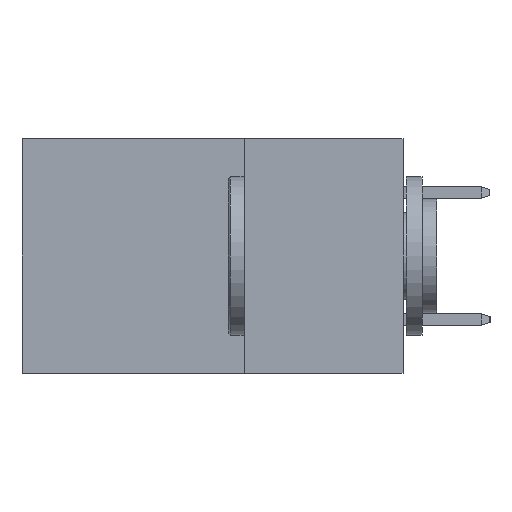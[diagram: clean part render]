
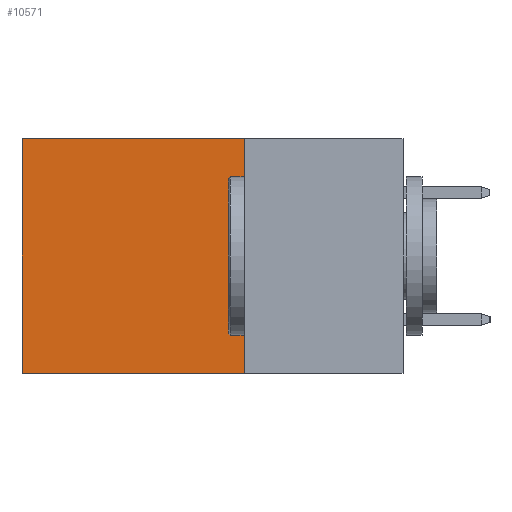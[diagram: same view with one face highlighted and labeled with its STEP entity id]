
A CAD part, left-side view. The second image highlights one B-rep face of the part: STEP entity #10571.
In plain terms, the highlighted planar face has unit normal (-1, 0, 0).
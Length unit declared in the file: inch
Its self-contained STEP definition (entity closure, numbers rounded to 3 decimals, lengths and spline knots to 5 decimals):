
#53 = VECTOR ( 'NONE', #9421, 39.37008 ) ;
#111 = CARTESIAN_POINT ( 'NONE',  ( 0.2875, 0.25, 0. ) ) ;
#708 = CARTESIAN_POINT ( 'NONE',  ( 0.2875, 0.6, 0. ) ) ;
#874 = CARTESIAN_POINT ( 'NONE',  ( 0.2875, 0.6, -0.37 ) ) ;
#938 = DIRECTION ( 'NONE',  ( 1., 0., 0. ) ) ;
#962 = ORIENTED_EDGE ( 'NONE', *, *, #2576, .T. ) ;
#1585 = DIRECTION ( 'NONE',  ( 0., 0., -1. ) ) ;
#1604 = LINE ( 'NONE', #5230, #1919 ) ;
#1732 = VECTOR ( 'NONE', #1585, 39.37008 ) ;
#1757 = CARTESIAN_POINT ( 'NONE',  ( 0.2875, 0.25, 0. ) ) ;
#1919 = VECTOR ( 'NONE', #7812, 39.37008 ) ;
#2156 = VERTEX_POINT ( 'NONE', #4593 ) ;
#2576 = EDGE_CURVE ( 'NONE', #9364, #8566, #5148, .T. ) ;
#3074 = LINE ( 'NONE', #5862, #53 ) ;
#3283 = DIRECTION ( 'NONE',  ( 0., 0., -1. ) ) ;
#4013 = ORIENTED_EDGE ( 'NONE', *, *, #4978, .T. ) ;
#4593 = CARTESIAN_POINT ( 'NONE',  ( 0.2875, 0.25, -0.37 ) ) ;
#4665 = PLANE ( 'NONE',  #9204 ) ;
#4978 = EDGE_CURVE ( 'NONE', #10434, #9364, #1604, .T. ) ;
#5148 = LINE ( 'NONE', #708, #11272 ) ;
#5230 = CARTESIAN_POINT ( 'NONE',  ( 0.2875, 0.25, 0. ) ) ;
#5862 = CARTESIAN_POINT ( 'NONE',  ( 0.2875, 0.25, -0.37 ) ) ;
#5947 = ORIENTED_EDGE ( 'NONE', *, *, #9260, .F. ) ;
#6027 = EDGE_LOOP ( 'NONE', ( #962, #9115, #5947, #4013 ) ) ;
#7315 = FACE_OUTER_BOUND ( 'NONE', #6027, .T. ) ;
#7812 = DIRECTION ( 'NONE',  ( 0., 1., 0. ) ) ;
#8006 = CARTESIAN_POINT ( 'NONE',  ( 0.2875, 0.25, 0. ) ) ;
#8566 = VERTEX_POINT ( 'NONE', #874 ) ;
#9115 = ORIENTED_EDGE ( 'NONE', *, *, #9137, .F. ) ;
#9137 = EDGE_CURVE ( 'NONE', #2156, #8566, #3074, .T. ) ;
#9204 = AXIS2_PLACEMENT_3D ( 'NONE', #111, #938, #9836 ) ;
#9260 = EDGE_CURVE ( 'NONE', #10434, #2156, #10656, .T. ) ;
#9364 = VERTEX_POINT ( 'NONE', #10015 ) ;
#9421 = DIRECTION ( 'NONE',  ( 0., 1., 0. ) ) ;
#9836 = DIRECTION ( 'NONE',  ( 0., 0., -1. ) ) ;
#10015 = CARTESIAN_POINT ( 'NONE',  ( 0.2875, 0.6, 0. ) ) ;
#10434 = VERTEX_POINT ( 'NONE', #8006 ) ;
#10571 = ADVANCED_FACE ( 'NONE', ( #7315 ), #4665, .F. ) ;
#10656 = LINE ( 'NONE', #1757, #1732 ) ;
#11272 = VECTOR ( 'NONE', #3283, 39.37008 ) ;
